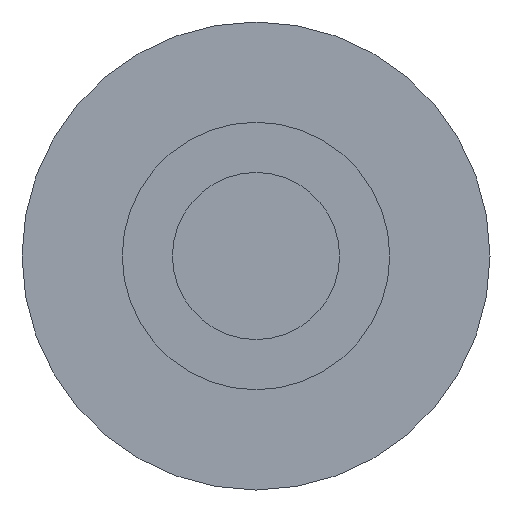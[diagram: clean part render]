
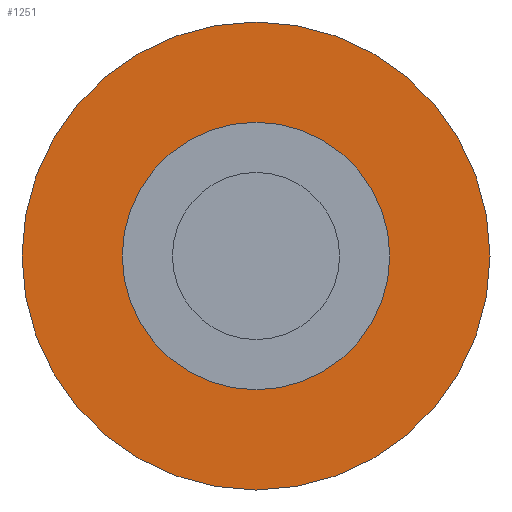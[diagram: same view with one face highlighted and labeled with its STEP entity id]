
A CAD part, left-side view. The second image highlights one B-rep face of the part: STEP entity #1251.
In plain terms, the highlighted planar face has unit normal (-1, 0, 0).
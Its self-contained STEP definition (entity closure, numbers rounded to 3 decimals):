
#560=CARTESIAN_POINT('',(0.,0.,0.));
#561=DIRECTION('',(1.,0.,0.));
#562=DIRECTION('',(0.,1.,0.));
#563=AXIS2_PLACEMENT_3D('',#560,#561,#562);
#565=CARTESIAN_POINT('',(0.,0.,0.));
#566=DIRECTION('',(-1.,0.,0.));
#567=DIRECTION('',(0.,1.,0.));
#568=AXIS2_PLACEMENT_3D('',#565,#566,#567);
#575=CARTESIAN_POINT('',(0.,0.,0.));
#576=DIRECTION('',(-1.,0.,0.));
#577=DIRECTION('',(0.,1.,0.));
#578=AXIS2_PLACEMENT_3D('',#575,#576,#577);
#617=CARTESIAN_POINT('',(0.,0.,0.));
#618=DIRECTION('',(1.,0.,0.));
#619=DIRECTION('',(0.,1.,0.));
#620=AXIS2_PLACEMENT_3D('',#617,#618,#619);
#627=CARTESIAN_POINT('',(0.,3.5,0.));
#629=VERTEX_POINT('',#627);
#631=CARTESIAN_POINT('',(0.,-3.5,0.));
#633=VERTEX_POINT('',#631);
#634=CARTESIAN_POINT('',(0.,1.5,0.));
#635=CARTESIAN_POINT('',(0.,-1.5,0.));
#636=VERTEX_POINT('',#634);
#637=VERTEX_POINT('',#635);
#1236=CARTESIAN_POINT('',(0.,0.,0.));
#1237=DIRECTION('',(-1.,0.,0.));
#1238=DIRECTION('',(0.,1.,0.));
#1239=AXIS2_PLACEMENT_3D('',#1236,#1237,#1238);
#1240=PLANE('',#1239);
#1241=ORIENTED_EDGE('',*,*,#1218,.T.);
#1242=ORIENTED_EDGE('',*,*,#1229,.F.);
#1243=EDGE_LOOP('',(#1241,#1242));
#1244=FACE_OUTER_BOUND('',#1243,.F.);
#1246=ORIENTED_EDGE('',*,*,#1245,.T.);
#1248=ORIENTED_EDGE('',*,*,#1247,.F.);
#1249=EDGE_LOOP('',(#1246,#1248));
#1250=FACE_BOUND('',#1249,.F.);
#564=CIRCLE('',#563,3.5);
#569=CIRCLE('',#568,3.5);
#579=CIRCLE('',#578,1.5);
#621=CIRCLE('',#620,1.5);
#1218=EDGE_CURVE('',#629,#633,#564,.T.);
#1229=EDGE_CURVE('',#629,#633,#569,.T.);
#1245=EDGE_CURVE('',#636,#637,#579,.T.);
#1247=EDGE_CURVE('',#636,#637,#621,.T.);
#1251=ADVANCED_FACE('',(#1244,#1250),#1240,.T.);
